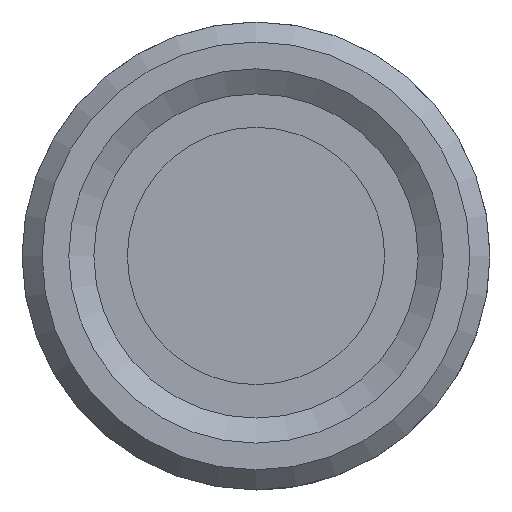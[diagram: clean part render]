
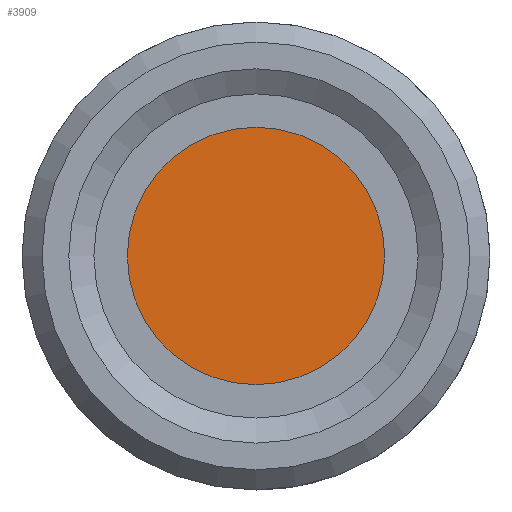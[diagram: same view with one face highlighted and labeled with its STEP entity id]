
A CAD part, top view. The second image highlights one B-rep face of the part: STEP entity #3909.
In plain terms, the highlighted planar face has unit normal (0, 0, 1).
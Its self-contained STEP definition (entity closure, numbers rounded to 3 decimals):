
#102=PLANE('',#4255);
#329=FACE_OUTER_BOUND('',#551,.T.);
#551=EDGE_LOOP('',(#2998,#2999));
#822=CIRCLE('',#4256,7.7);
#823=CIRCLE('',#4257,7.7);
#1788=VERTEX_POINT('',#6818);
#1789=VERTEX_POINT('',#6819);
#2233=EDGE_CURVE('',#1788,#1789,#822,.T.);
#2234=EDGE_CURVE('',#1789,#1788,#823,.T.);
#2998=ORIENTED_EDGE('',*,*,#2233,.F.);
#2999=ORIENTED_EDGE('',*,*,#2234,.F.);
#3909=ADVANCED_FACE('',(#329),#102,.T.);
#4255=AXIS2_PLACEMENT_3D('',#6817,#4847,#4848);
#4256=AXIS2_PLACEMENT_3D('',#6820,#4849,#4850);
#4257=AXIS2_PLACEMENT_3D('',#6821,#4851,#4852);
#4847=DIRECTION('center_axis',(0.,0.,
1.));
#4848=DIRECTION('ref_axis',(-1.,0.,0.));
#4849=DIRECTION('center_axis',(0.,0.,
-1.));
#4850=DIRECTION('ref_axis',(0.,1.,0.));
#4851=DIRECTION('center_axis',(0.,0.,
-1.));
#4852=DIRECTION('ref_axis',(0.,1.,0.));
#6817=CARTESIAN_POINT('Origin',(-3.275,8.823,-155.288));
#6818=CARTESIAN_POINT('',(-3.275,12.673,-155.288));
#6819=CARTESIAN_POINT('',(-3.275,-2.727,-155.288));
#6820=CARTESIAN_POINT('Origin',(-3.275,4.973,-155.288));
#6821=CARTESIAN_POINT('Origin',(-3.275,4.973,-155.288));
